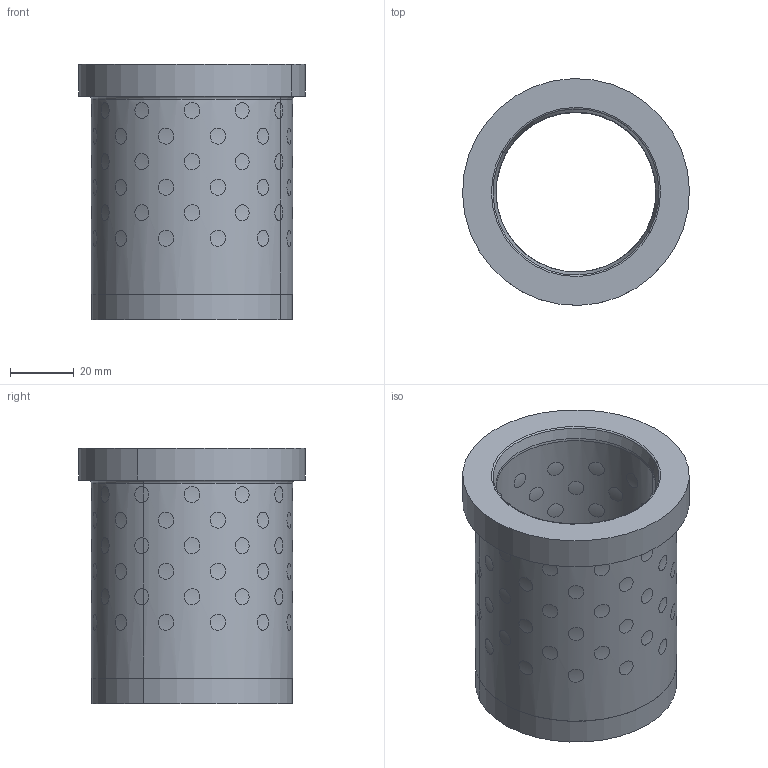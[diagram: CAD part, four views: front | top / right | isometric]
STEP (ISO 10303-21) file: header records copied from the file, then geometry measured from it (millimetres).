
FILE_DESCRIPTION(('CATIA V5 STEP Exchange'),'2;1');
FILE_NAME('RDBG215.5080.stp','2017-03-08T08:25:37+00:00',('none'),('none'),'CATIA Version 5 Release 19 GA (IN-10)','CATIA V5 STEP AP203','none');
FILE_SCHEMA(('CONFIG_CONTROL_DESIGN'));
Length unit declared in the file: millimetre
Products named in the file (1): RDBG215.5080
Bounding box: 70.98 x 70.98 x 80 mm (x, y, z)
Volume: 100327.6 mm3; surface area: 47099.1 mm2
Topology: 73 solids, 73 shells, 466 faces, 983 edges, 657 vertices
Faces by surface type: cylinder 452, torus 8, plane 4, cone 2
Entity records: 15847 total; most frequent: CARTESIAN_POINT 8041, ORIENTED_EDGE 1960, EDGE_CURVE 980, DIRECTION 679, VERTEX_POINT 650, B_SPLINE_CURVE_WITH_KNOTS 624, EDGE_LOOP 602, ADVANCED_FACE 466
